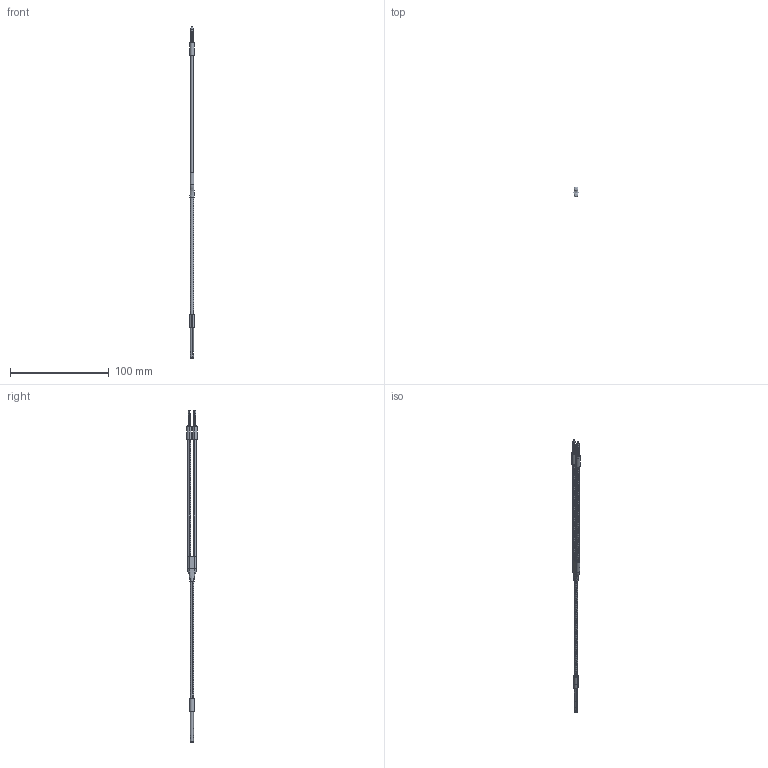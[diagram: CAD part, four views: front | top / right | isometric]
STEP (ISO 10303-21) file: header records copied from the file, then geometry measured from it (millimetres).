
FILE_DESCRIPTION((''),'2;1');
FILE_NAME('194043_ASM','2016-04-26T',('pdmadmin'),(''),'PRO/ENGINEER BY PARAMETRIC TECHNOLOGY CORPORATION, 2016010','PRO/ENGINEER BY PARAMETRIC TECHNOLOGY CORPORATION, 2016010','');
FILE_SCHEMA(('CONFIG_CONTROL_DESIGN'));
Length unit declared in the file: millimetre
Products named in the file (10): 35315_AF0; 110534; 111770; 110533; 110532; 34646_86929; 34948; FIBER_CORE_1MM_45_DEG; 86929_ASM; 194043_ASM
Assembly tree (12 placements, depth 3):
  194043_ASM
    86929_ASM
      35315_AF0
      110534
      111770
      110533  x2
      110532  x2
      34646_86929
      34948
      FIBER_CORE_1MM_45_DEG  x2
Bounding box: 5.06 x 10.29 x 335.78 mm (x, y, z)
Volume: 1836 mm3; surface area: 15690 mm2
Topology: 14 solids, 14 shells, 1110 faces, 2250 edges, 1167 vertices
Faces by surface type: torus 400, cone 272, bspline 200, cylinder 176, plane 62
Entity records: 41792 total; most frequent: CARTESIAN_POINT 28641, DIRECTION 2862, ORIENTED_EDGE 2592, EDGE_CURVE 1296, AXIS2_PLACEMENT_3D 1209, VERTEX_POINT 683, CIRCLE 682, EDGE_LOOP 645
